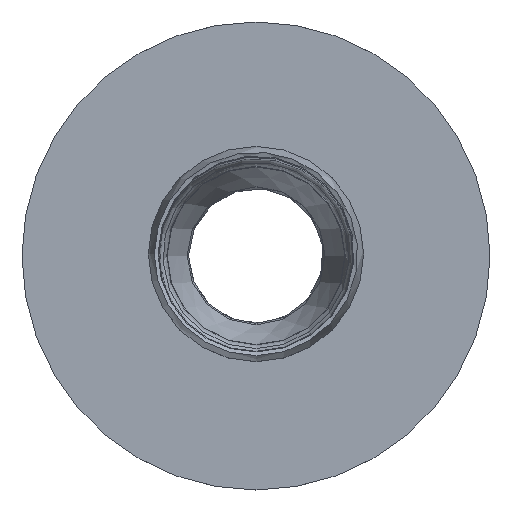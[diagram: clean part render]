
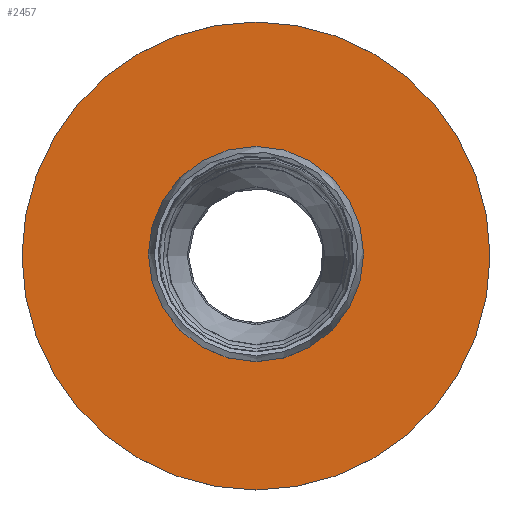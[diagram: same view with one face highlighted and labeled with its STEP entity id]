
A CAD part, top view. The second image highlights one B-rep face of the part: STEP entity #2457.
In plain terms, the highlighted planar face has unit normal (0, 0, 1).
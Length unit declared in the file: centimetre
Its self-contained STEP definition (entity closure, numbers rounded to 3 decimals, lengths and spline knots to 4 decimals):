
#601=FACE_BOUND('',#872,.T.);
#706=FACE_OUTER_BOUND('',#871,.T.);
#871=EDGE_LOOP('',(#2149));
#872=EDGE_LOOP('',(#2150));
#1022=CIRCLE('',#2719,91.5);
#1023=CIRCLE('',#2721,40.5);
#1249=VERTEX_POINT('',#5851);
#1250=VERTEX_POINT('',#5855);
#1556=EDGE_CURVE('',#1249,#1249,#1022,.T.);
#1558=EDGE_CURVE('',#1250,#1250,#1023,.T.);
#2149=ORIENTED_EDGE('',*,*,#1556,.T.);
#2150=ORIENTED_EDGE('',*,*,#1558,.F.);
#2352=PLANE('',#2720);
#2457=ADVANCED_FACE('',(#706,#601),#2352,.T.);
#2719=AXIS2_PLACEMENT_3D('',#5852,#3397,#3398);
#2720=AXIS2_PLACEMENT_3D('',#5854,#3400,#3401);
#2721=AXIS2_PLACEMENT_3D('',#5856,#3402,#3403);
#3397=DIRECTION('center_axis',(0.,0.,1.));
#3398=DIRECTION('ref_axis',(1.,0.,0.));
#3400=DIRECTION('center_axis',(0.,0.,1.));
#3401=DIRECTION('ref_axis',(0.,-1.,0.));
#3402=DIRECTION('center_axis',(0.,0.,1.));
#3403=DIRECTION('ref_axis',(1.,0.,0.));
#5851=CARTESIAN_POINT('',(398.8413,-389.6939,210.));
#5852=CARTESIAN_POINT('Origin',(490.3413,-389.6939,210.));
#5854=CARTESIAN_POINT('Origin',(530.8413,-389.6939,210.));
#5855=CARTESIAN_POINT('',(490.3413,-349.1939,210.));
#5856=CARTESIAN_POINT('Origin',(490.3413,-389.6939,210.));
